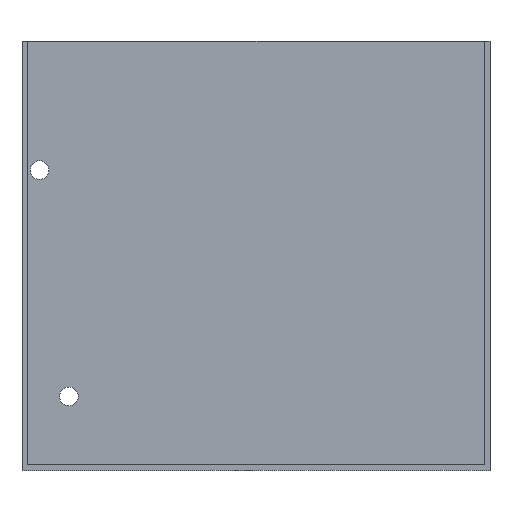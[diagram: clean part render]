
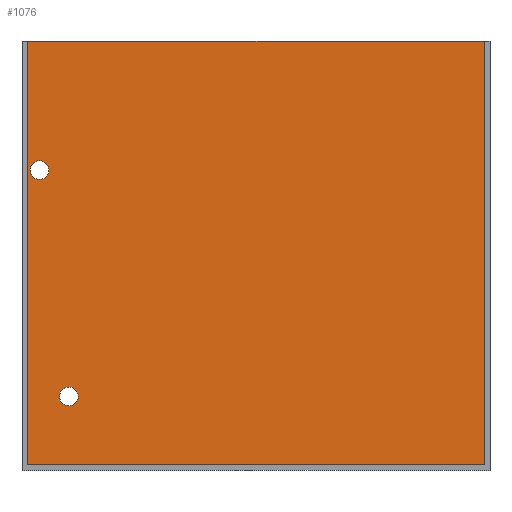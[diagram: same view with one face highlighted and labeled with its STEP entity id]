
A CAD part, front view. The second image highlights one B-rep face of the part: STEP entity #1076.
In plain terms, the highlighted planar face has unit normal (0, -1, 0).
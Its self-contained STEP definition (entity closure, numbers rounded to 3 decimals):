
#332 = VERTEX_POINT('',#333);
#333 = CARTESIAN_POINT('',(118.5,-2.,44.672));
#358 = VERTEX_POINT('',#359);
#359 = CARTESIAN_POINT('',(118.5,-2.,54.672));
#365 = EDGE_CURVE('',#358,#332,#366,.T.);
#366 = LINE('',#367,#368);
#367 = CARTESIAN_POINT('',(118.5,-2.,110.));
#368 = VECTOR('',#369,1.);
#369 = DIRECTION('',(0.,0.,-1.));
#446 = VERTEX_POINT('',#447);
#447 = CARTESIAN_POINT('',(1.5,-2.,110.));
#453 = EDGE_CURVE('',#454,#446,#456,.T.);
#454 = VERTEX_POINT('',#455);
#455 = CARTESIAN_POINT('',(118.5,-2.,110.));
#456 = LINE('',#457,#458);
#457 = CARTESIAN_POINT('',(120.,-2.,110.));
#458 = VECTOR('',#459,1.);
#459 = DIRECTION('',(-1.,0.,0.));
#633 = EDGE_CURVE('',#634,#634,#636,.T.);
#634 = VERTEX_POINT('',#635);
#635 = CARTESIAN_POINT('',(14.4,-2.,19.));
#636 = CIRCLE('',#637,2.4);
#637 = AXIS2_PLACEMENT_3D('',#638,#639,#640);
#638 = CARTESIAN_POINT('',(12.,-2.,19.));
#639 = DIRECTION('',(0.,-1.,0.));
#640 = DIRECTION('',(1.,0.,0.));
#786 = EDGE_CURVE('',#787,#787,#789,.T.);
#787 = VERTEX_POINT('',#788);
#788 = CARTESIAN_POINT('',(6.9,-2.,77.));
#789 = CIRCLE('',#790,2.4);
#790 = AXIS2_PLACEMENT_3D('',#791,#792,#793);
#791 = CARTESIAN_POINT('',(4.5,-2.,77.));
#792 = DIRECTION('',(0.,-1.,0.));
#793 = DIRECTION('',(1.,0.,0.));
#1048 = VERTEX_POINT('',#1049);
#1049 = CARTESIAN_POINT('',(118.5,-2.,1.5));
#1055 = EDGE_CURVE('',#332,#1048,#1056,.T.);
#1056 = LINE('',#1057,#1058);
#1057 = CARTESIAN_POINT('',(118.5,-2.,110.));
#1058 = VECTOR('',#1059,1.);
#1059 = DIRECTION('',(0.,0.,-1.));
#1064 = EDGE_CURVE('',#454,#358,#1065,.T.);
#1065 = LINE('',#1066,#1067);
#1066 = CARTESIAN_POINT('',(118.5,-2.,110.));
#1067 = VECTOR('',#1068,1.);
#1068 = DIRECTION('',(0.,0.,-1.));
#1076 = ADVANCED_FACE('',(#1077,#1097,#1100),#1103,.F.);
#1077 = FACE_BOUND('',#1078,.F.);
#1078 = EDGE_LOOP('',(#1079,#1087,#1088,#1089,#1090,#1091));
#1079 = ORIENTED_EDGE('',*,*,#1080,.T.);
#1080 = EDGE_CURVE('',#1081,#446,#1083,.T.);
#1081 = VERTEX_POINT('',#1082);
#1082 = CARTESIAN_POINT('',(1.5,-2.,1.5));
#1083 = LINE('',#1084,#1085);
#1084 = CARTESIAN_POINT('',(1.5,-2.,0.));
#1085 = VECTOR('',#1086,1.);
#1086 = DIRECTION('',(0.,0.,1.));
#1087 = ORIENTED_EDGE('',*,*,#453,.F.);
#1088 = ORIENTED_EDGE('',*,*,#1064,.T.);
#1089 = ORIENTED_EDGE('',*,*,#365,.T.);
#1090 = ORIENTED_EDGE('',*,*,#1055,.T.);
#1091 = ORIENTED_EDGE('',*,*,#1092,.T.);
#1092 = EDGE_CURVE('',#1048,#1081,#1093,.T.);
#1093 = LINE('',#1094,#1095);
#1094 = CARTESIAN_POINT('',(120.,-2.,1.5));
#1095 = VECTOR('',#1096,1.);
#1096 = DIRECTION('',(-1.,0.,0.));
#1097 = FACE_BOUND('',#1098,.F.);
#1098 = EDGE_LOOP('',(#1099));
#1099 = ORIENTED_EDGE('',*,*,#786,.T.);
#1100 = FACE_BOUND('',#1101,.F.);
#1101 = EDGE_LOOP('',(#1102));
#1102 = ORIENTED_EDGE('',*,*,#633,.T.);
#1103 = PLANE('',#1104);
#1104 = AXIS2_PLACEMENT_3D('',#1105,#1106,#1107);
#1105 = CARTESIAN_POINT('',(60.,-2.,55.));
#1106 = DIRECTION('',(0.,1.,0.));
#1107 = DIRECTION('',(0.,0.,1.));
